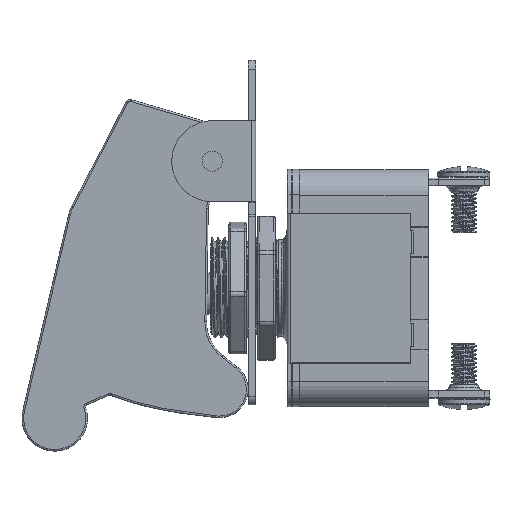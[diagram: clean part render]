
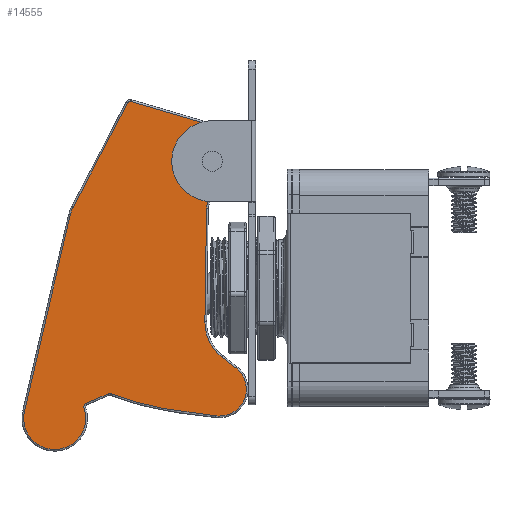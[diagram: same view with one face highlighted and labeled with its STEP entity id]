
A CAD part, left-side view. The second image highlights one B-rep face of the part: STEP entity #14555.
In plain terms, the highlighted planar face has unit normal (-1, 0, 0).
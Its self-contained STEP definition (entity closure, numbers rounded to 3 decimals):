
#189=FACE_BOUND('',#2226,.T.);
#401=PLANE('',#16028);
#1331=FACE_OUTER_BOUND('',#2225,.T.);
#2225=EDGE_LOOP('',(#12805,#12806,#12807,#12808,#12809,#12810,#12811,#12812,
#12813,#12814,#12815,#12816,#12817,#12818,#12819,#12820,#12821,#12822,#12823));
#2226=EDGE_LOOP('',(#12824));
#2835=CIRCLE('',#15819,1.2);
#2933=CIRCLE('',#15976,3.175);
#2936=CIRCLE('',#15981,5.2);
#2940=CIRCLE('',#15987,1.6);
#2942=CIRCLE('',#15990,4.05);
#2946=CIRCLE('',#15995,4.05);
#2949=CIRCLE('',#16000,0.3);
#2952=CIRCLE('',#16005,3.8);
#2956=CIRCLE('',#16011,3.675);
#2958=CIRCLE('',#16014,0.5);
#3525=B_SPLINE_CURVE_WITH_KNOTS('',3,(#37138,#37139,#37140,#37141),
 .UNSPECIFIED.,.F.,.F.,(4,4),(0.,0.039),.UNSPECIFIED.);
#3526=B_SPLINE_CURVE_WITH_KNOTS('',3,(#37170,#37171,#37172,#37173,#37174),
 .UNSPECIFIED.,.F.,.F.,(4,1,4),(-1.261,-0.541,0.),
 .UNSPECIFIED.);
#3528=B_SPLINE_CURVE_WITH_KNOTS('',3,(#37200,#37201,#37202,#37203),
 .UNSPECIFIED.,.F.,.F.,(4,4),(-0.032,0.),.UNSPECIFIED.);
#4350=LINE('',#36973,#5294);
#4352=LINE('',#37044,#5296);
#4354=LINE('',#37056,#5298);
#4356=LINE('',#37075,#5300);
#4357=LINE('',#37083,#5301);
#4358=LINE('',#37093,#5302);
#4360=LINE('',#37109,#5304);
#5294=VECTOR('',#19640,10.);
#5296=VECTOR('',#19654,10.);
#5298=VECTOR('',#19668,10.);
#5300=VECTOR('',#19696,10.);
#5301=VECTOR('',#19707,10.);
#5302=VECTOR('',#19720,10.);
#5304=VECTOR('',#19740,10.);
#6477=VERTEX_POINT('',#35373);
#6604=VERTEX_POINT('',#36971);
#6605=VERTEX_POINT('',#36972);
#6610=VERTEX_POINT('',#37005);
#6611=VERTEX_POINT('',#37007);
#6613=VERTEX_POINT('',#37042);
#6615=VERTEX_POINT('',#37048);
#6617=VERTEX_POINT('',#37054);
#6619=VERTEX_POINT('',#37060);
#6620=VERTEX_POINT('',#37069);
#6621=VERTEX_POINT('',#37073);
#6622=VERTEX_POINT('',#37077);
#6623=VERTEX_POINT('',#37081);
#6625=VERTEX_POINT('',#37086);
#6626=VERTEX_POINT('',#37091);
#6627=VERTEX_POINT('',#37096);
#6629=VERTEX_POINT('',#37101);
#6631=VERTEX_POINT('',#37107);
#6633=VERTEX_POINT('',#37136);
#6635=VERTEX_POINT('',#37168);
#8443=EDGE_CURVE('',#6477,#6477,#2835,.T.);
#8662=EDGE_CURVE('',#6604,#6605,#4350,.T.);
#8668=EDGE_CURVE('',#6610,#6611,#2933,.T.);
#8671=EDGE_CURVE('',#6613,#6610,#4352,.T.);
#8674=EDGE_CURVE('',#6615,#6613,#2936,.T.);
#8677=EDGE_CURVE('',#6617,#6615,#4354,.T.);
#8680=EDGE_CURVE('',#6619,#6617,#2940,.T.);
#8682=EDGE_CURVE('',#6605,#6619,#2942,.T.);
#8686=EDGE_CURVE('',#6620,#6604,#2946,.T.);
#8688=EDGE_CURVE('',#6621,#6620,#4356,.T.);
#8690=EDGE_CURVE('',#6622,#6621,#2949,.T.);
#8692=EDGE_CURVE('',#6623,#6622,#4357,.T.);
#8694=EDGE_CURVE('',#6625,#6623,#2952,.T.);
#8697=EDGE_CURVE('',#6626,#6625,#4358,.T.);
#8700=EDGE_CURVE('',#6627,#6626,#2956,.T.);
#8702=EDGE_CURVE('',#6629,#6627,#2958,.T.);
#8705=EDGE_CURVE('',#6631,#6629,#4360,.T.);
#8709=EDGE_CURVE('',#6633,#6631,#3525,.T.);
#8711=EDGE_CURVE('',#6635,#6633,#3526,.T.);
#8713=EDGE_CURVE('',#6611,#6635,#3528,.T.);
#12805=ORIENTED_EDGE('',*,*,#8668,.F.);
#12806=ORIENTED_EDGE('',*,*,#8671,.F.);
#12807=ORIENTED_EDGE('',*,*,#8674,.F.);
#12808=ORIENTED_EDGE('',*,*,#8677,.F.);
#12809=ORIENTED_EDGE('',*,*,#8680,.F.);
#12810=ORIENTED_EDGE('',*,*,#8682,.F.);
#12811=ORIENTED_EDGE('',*,*,#8662,.F.);
#12812=ORIENTED_EDGE('',*,*,#8686,.F.);
#12813=ORIENTED_EDGE('',*,*,#8688,.F.);
#12814=ORIENTED_EDGE('',*,*,#8690,.F.);
#12815=ORIENTED_EDGE('',*,*,#8692,.F.);
#12816=ORIENTED_EDGE('',*,*,#8694,.F.);
#12817=ORIENTED_EDGE('',*,*,#8697,.F.);
#12818=ORIENTED_EDGE('',*,*,#8700,.F.);
#12819=ORIENTED_EDGE('',*,*,#8702,.F.);
#12820=ORIENTED_EDGE('',*,*,#8705,.F.);
#12821=ORIENTED_EDGE('',*,*,#8709,.F.);
#12822=ORIENTED_EDGE('',*,*,#8711,.F.);
#12823=ORIENTED_EDGE('',*,*,#8713,.F.);
#12824=ORIENTED_EDGE('',*,*,#8443,.T.);
#14555=ADVANCED_FACE('',(#1331,#189),#401,.F.);
#15819=AXIS2_PLACEMENT_3D('',#35374,#19278,#19279);
#15976=AXIS2_PLACEMENT_3D('',#37008,#19648,#19649);
#15981=AXIS2_PLACEMENT_3D('',#37050,#19660,#19661);
#15987=AXIS2_PLACEMENT_3D('',#37062,#19674,#19675);
#15990=AXIS2_PLACEMENT_3D('',#37065,#19680,#19681);
#15995=AXIS2_PLACEMENT_3D('',#37071,#19690,#19691);
#16000=AXIS2_PLACEMENT_3D('',#37079,#19701,#19702);
#16005=AXIS2_PLACEMENT_3D('',#37088,#19712,#19713);
#16011=AXIS2_PLACEMENT_3D('',#37098,#19726,#19727);
#16014=AXIS2_PLACEMENT_3D('',#37103,#19732,#19733);
#16028=AXIS2_PLACEMENT_3D('',#37224,#19770,#19771);
#19278=DIRECTION('center_axis',(1.,0.,0.));
#19279=DIRECTION('ref_axis',(0.,-0.958,-0.287));
#19640=DIRECTION('',(0.,0.,-1.));
#19648=DIRECTION('center_axis',(1.,0.,0.));
#19649=DIRECTION('ref_axis',(0.,-0.938,-0.348));
#19654=DIRECTION('',(0.,-0.792,-0.611));
#19660=DIRECTION('center_axis',(-1.,0.,0.));
#19661=DIRECTION('ref_axis',(0.,0.901,-0.435));
#19668=DIRECTION('',(0.,0.014,-1.));
#19674=DIRECTION('center_axis',(-1.,0.,0.));
#19675=DIRECTION('ref_axis',(0.,0.758,0.653));
#19680=DIRECTION('center_axis',(1.,0.,0.));
#19681=DIRECTION('ref_axis',(0.,-0.73,-0.683));
#19690=DIRECTION('center_axis',(1.,0.,0.));
#19691=DIRECTION('ref_axis',(0.,-0.771,0.637));
#19696=DIRECTION('',(0.,-0.959,-0.284));
#19701=DIRECTION('center_axis',(1.,0.,0.));
#19702=DIRECTION('ref_axis',(0.,0.39,0.921));
#19707=DIRECTION('',(0.,-0.464,0.886));
#19712=DIRECTION('center_axis',(1.,0.,0.));
#19713=DIRECTION('ref_axis',(0.,0.937,0.348));
#19720=DIRECTION('',(0.,-0.227,0.974));
#19726=DIRECTION('center_axis',(1.,0.,0.));
#19727=DIRECTION('ref_axis',(0.,-0.05,-0.999));
#19732=DIRECTION('center_axis',(-1.,0.,0.));
#19733=DIRECTION('ref_axis',(0.,0.913,0.408));
#19740=DIRECTION('',(0.,0.92,-0.391));
#19770=DIRECTION('center_axis',(1.,0.,0.));
#19771=DIRECTION('ref_axis',(0.,0.,-1.));
#35373=CARTESIAN_POINT('',(-7.52,26.722,15.355));
#35374=CARTESIAN_POINT('Origin',(-7.52,25.572,15.01));
#36971=CARTESIAN_POINT('',(-7.52,21.542,15.412));
#36972=CARTESIAN_POINT('',(-7.52,21.542,14.608));
#36973=CARTESIAN_POINT('',(-7.52,21.542,-0.403));
#37005=CARTESIAN_POINT('',(-7.52,22.777,-9.441));
#37007=CARTESIAN_POINT('',(-7.52,24.879,-15.126));
#37008=CARTESIAN_POINT('Origin',(-7.52,24.716,-11.955));
#37042=CARTESIAN_POINT('',(-7.52,24.423,-8.171));
#37044=CARTESIAN_POINT('',(-7.52,28.051,-5.372));
#37048=CARTESIAN_POINT('',(-7.52,26.446,-3.979));
#37050=CARTESIAN_POINT('Origin',(-7.52,21.247,-4.054));
#37054=CARTESIAN_POINT('',(-7.52,26.253,9.458));
#37056=CARTESIAN_POINT('',(-7.52,26.548,-11.069));
#37060=CARTESIAN_POINT('',(-7.52,24.913,11.014));
#37062=CARTESIAN_POINT('Origin',(-7.52,24.653,9.435));
#37065=CARTESIAN_POINT('Origin',(-7.52,25.572,15.01));
#37069=CARTESIAN_POINT('',(-7.52,24.424,18.894));
#37071=CARTESIAN_POINT('Origin',(-7.52,25.572,15.01));
#37073=CARTESIAN_POINT('',(-7.52,35.205,22.082));
#37075=CARTESIAN_POINT('',(-7.52,28.856,20.204));
#37077=CARTESIAN_POINT('',(-7.52,35.556,21.933));
#37079=CARTESIAN_POINT('Origin',(-7.52,35.29,21.794));
#37081=CARTESIAN_POINT('',(-7.52,42.029,9.568));
#37083=CARTESIAN_POINT('',(-7.52,44.062,5.685));
#37086=CARTESIAN_POINT('',(-7.52,42.363,8.669));
#37088=CARTESIAN_POINT('Origin',(-7.52,38.662,7.806));
#37091=CARTESIAN_POINT('',(-7.52,47.783,-14.57));
#37093=CARTESIAN_POINT('',(-7.52,45.015,-2.703));
#37096=CARTESIAN_POINT('',(-7.52,40.727,-14.215));
#37098=CARTESIAN_POINT('Origin',(-7.52,44.205,-15.405));
#37101=CARTESIAN_POINT('',(-7.52,40.45,-13.593));
#37103=CARTESIAN_POINT('Origin',(-7.52,40.254,-14.053));
#37107=CARTESIAN_POINT('',(-7.52,37.884,-12.504));
#37109=CARTESIAN_POINT('',(-7.52,42.499,-14.463));
#37136=CARTESIAN_POINT('',(-7.52,37.505,-12.499));
#37138=CARTESIAN_POINT('Ctrl Pts',(-7.52,37.505,-12.499));
#37139=CARTESIAN_POINT('Ctrl Pts',(-7.52,37.625,-12.452));
#37140=CARTESIAN_POINT('Ctrl Pts',(-7.52,37.764,-12.453));
#37141=CARTESIAN_POINT('Ctrl Pts',(-7.52,37.884,-12.504));
#37168=CARTESIAN_POINT('',(-7.52,25.202,-15.093));
#37170=CARTESIAN_POINT('Ctrl Pts',(-7.52,25.202,-15.093));
#37171=CARTESIAN_POINT('Ctrl Pts',(-7.52,27.592,-14.845));
#37172=CARTESIAN_POINT('Ctrl Pts',(-7.52,31.768,-14.3));
#37173=CARTESIAN_POINT('Ctrl Pts',(-7.52,35.829,-13.16));
#37174=CARTESIAN_POINT('Ctrl Pts',(-7.52,37.505,-12.499));
#37200=CARTESIAN_POINT('Ctrl Pts',(-7.52,24.879,-15.126));
#37201=CARTESIAN_POINT('Ctrl Pts',(-7.52,24.987,-15.115));
#37202=CARTESIAN_POINT('Ctrl Pts',(-7.52,25.095,-15.104));
#37203=CARTESIAN_POINT('Ctrl Pts',(-7.52,25.202,-15.093));
#37224=CARTESIAN_POINT('Origin',(-7.52,44.205,-15.405));
